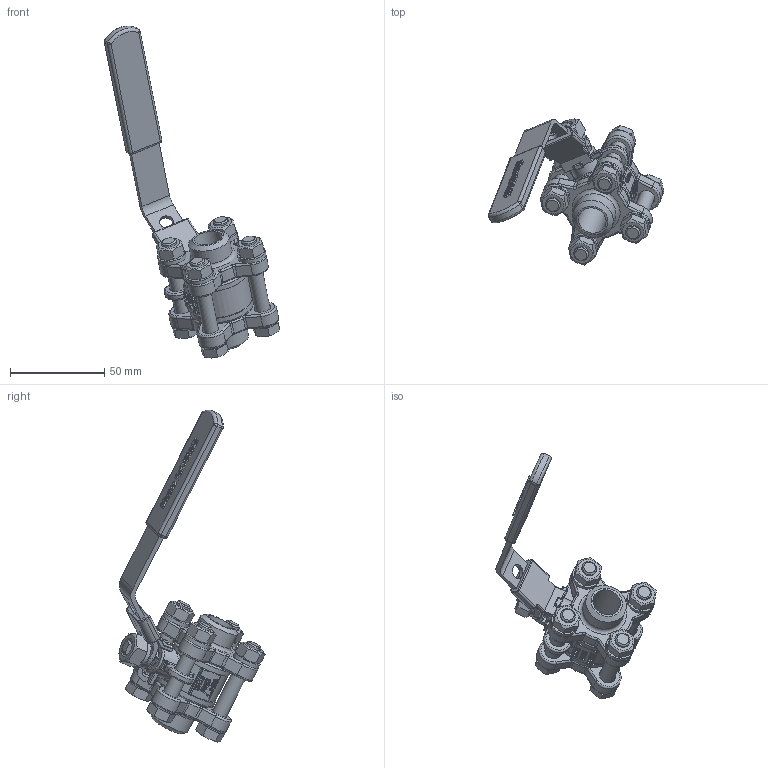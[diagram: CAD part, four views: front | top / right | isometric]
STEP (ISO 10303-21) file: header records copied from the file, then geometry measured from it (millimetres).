
FILE_DESCRIPTION(/* description */ ('791015'),/* implementation_level */ '2;1');
FILE_NAME(/* name */ '791015.stp',/* time_stamp */ '2014-12-10T14:51:14+01:00',/* author */ ('JM'),/* organization */ ('Sferaco'),/* preprocessor_version */ 'ST-DEVELOPER v15.6',/* originating_system */ 'Autodesk Inventor 2015',/* authorisation */ '');
FILE_SCHEMA (('AUTOMOTIVE_DESIGN { 1 0 10303 214 3 1 1 }'));
Products named in the file (1): 791015_bd
Bounding box: 93.33 x 77.64 x 176.46 mm (x, y, z)
Volume: 77248.5 mm3; surface area: 34991.6 mm2
Topology: 1 solids, 2 shells, 1525 faces, 3920 edges, 2459 vertices
Faces by surface type: plane 664, bspline 421, cylinder 250, torus 115, cone 44, sphere 31
Full cylindrical faces by diameter (mm): 7.6 x1, 8 x9, 8.376 x1, 9 x10, 10 x1, 13 x4, 15 x1, 22 x2, 34 x2
Entity records: 51599 total; most frequent: CARTESIAN_POINT 16296, ORIENTED_EDGE 7656, DIRECTION 5778, EDGE_CURVE 3828, VERTEX_POINT 2431, LINE 2018, VECTOR 2018, AXIS2_PLACEMENT_3D 1880
